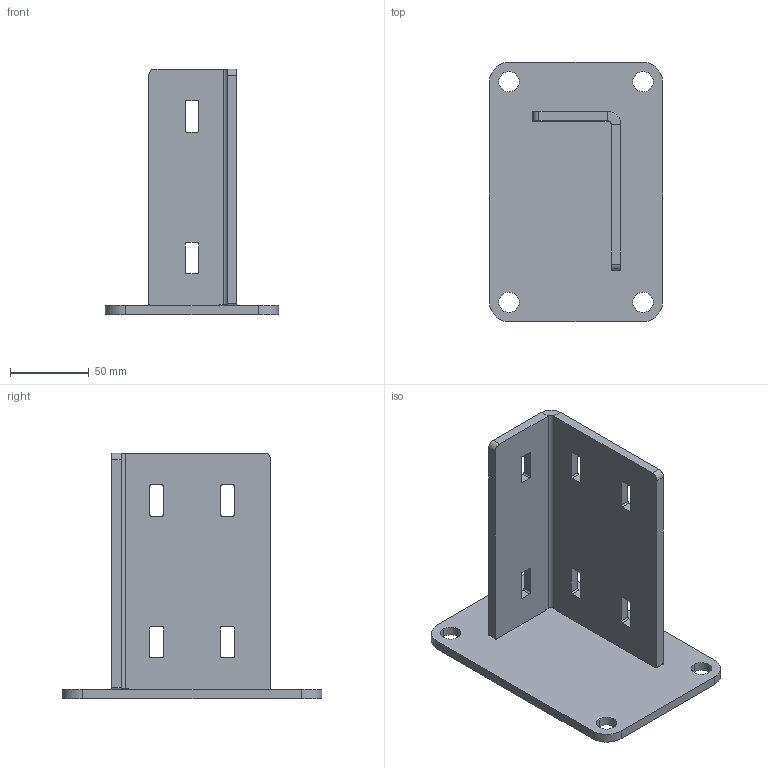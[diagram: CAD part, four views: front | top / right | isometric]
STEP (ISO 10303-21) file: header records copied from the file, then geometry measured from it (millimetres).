
FILE_DESCRIPTION(('STEP AP214'),'1');
FILE_NAME('cctmp_2ED2F27C-51CE-4D7A-B808-4800AEB38A82_2020_1_13_17_26_57_715..stp','2020-01-13T16:26:57',('Bosch Rexroth AG'),('CADClick - www.CADClick.com'),'Spatial InterOp 3D',' ','unknown authorization - (Healing Option Enabled)');
FILE_SCHEMA(('AUTOMOTIVE_DESIGN'));
Length unit declared in the file: millimetre
Products named in the file (1): 2020_01_13__17-26-57-715
Bounding box: 110 x 165 x 156 mm (x, y, z)
Volume: 232293.5 mm3; surface area: 85551.1 mm2
Topology: 1 solids, 1 shells, 86 faces, 244 edges, 160 vertices
Faces by surface type: plane 44, cylinder 42
Entity records: 3564 total; most frequent: DIRECTION 502, CARTESIAN_POINT 491, ORIENTED_EDGE 488, EDGE_CURVE 244, AXIS2_PLACEMENT_3D 171, VERTEX_POINT 160, LINE 160, VECTOR 160
